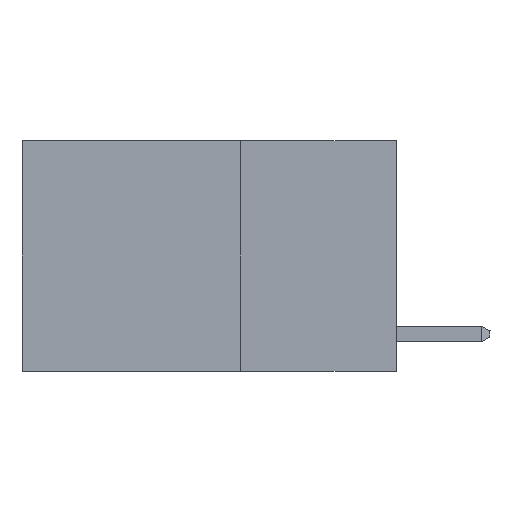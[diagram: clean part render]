
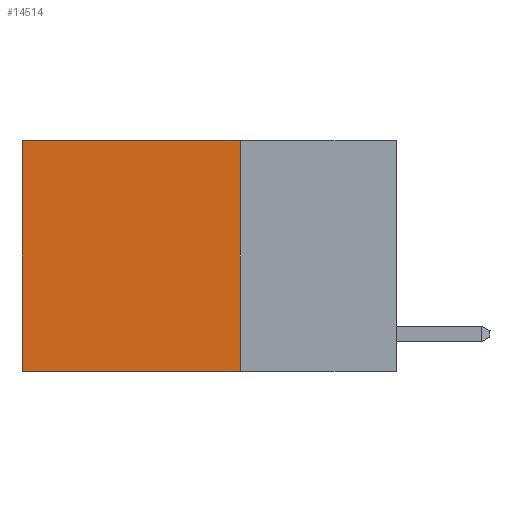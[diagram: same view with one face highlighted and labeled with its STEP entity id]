
A CAD part, left-side view. The second image highlights one B-rep face of the part: STEP entity #14514.
In plain terms, the highlighted planar face has unit normal (-1, 0, 0).
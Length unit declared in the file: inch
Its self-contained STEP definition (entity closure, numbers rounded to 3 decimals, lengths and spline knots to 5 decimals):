
#216 = DIRECTION ( 'NONE',  ( 0., 0., -1. ) ) ;
#259 = CARTESIAN_POINT ( 'NONE',  ( 0.2625, 0.25, 0. ) ) ;
#375 = VERTEX_POINT ( 'NONE', #927 ) ;
#927 = CARTESIAN_POINT ( 'NONE',  ( 0.2625, 0.6, 0. ) ) ;
#1546 = VERTEX_POINT ( 'NONE', #15822 ) ;
#1866 = VERTEX_POINT ( 'NONE', #8723 ) ;
#2038 = LINE ( 'NONE', #16286, #6429 ) ;
#2049 = EDGE_CURVE ( 'NONE', #1866, #375, #15802, .T. ) ;
#2993 = EDGE_CURVE ( 'NONE', #13483, #1546, #13332, .T. ) ;
#4024 = VECTOR ( 'NONE', #216, 39.37008 ) ;
#5633 = DIRECTION ( 'NONE',  ( 1., 0., 0. ) ) ;
#5825 = ORIENTED_EDGE ( 'NONE', *, *, #2049, .T. ) ;
#6229 = CARTESIAN_POINT ( 'NONE',  ( 0.2625, 0.25, -0.37 ) ) ;
#6429 = VECTOR ( 'NONE', #12537, 39.37008 ) ;
#6591 = CARTESIAN_POINT ( 'NONE',  ( 0.2625, 0.25, 0. ) ) ;
#6857 = VECTOR ( 'NONE', #15824, 39.37008 ) ;
#7802 = PLANE ( 'NONE',  #15533 ) ;
#7969 = EDGE_LOOP ( 'NONE', ( #14417, #13159, #9198, #5825 ) ) ;
#8263 = EDGE_CURVE ( 'NONE', #1866, #13483, #2038, .T. ) ;
#8723 = CARTESIAN_POINT ( 'NONE',  ( 0.2625, 0.25, 0. ) ) ;
#9075 = FACE_OUTER_BOUND ( 'NONE', #7969, .T. ) ;
#9198 = ORIENTED_EDGE ( 'NONE', *, *, #8263, .F. ) ;
#10599 = DIRECTION ( 'NONE',  ( 0., 0., -1. ) ) ;
#10608 = CARTESIAN_POINT ( 'NONE',  ( 0.2625, 0.25, -0.37 ) ) ;
#11883 = VECTOR ( 'NONE', #14502, 39.37008 ) ;
#12537 = DIRECTION ( 'NONE',  ( 0., 0., -1. ) ) ;
#12688 = EDGE_CURVE ( 'NONE', #375, #1546, #15686, .T. ) ;
#13027 = CARTESIAN_POINT ( 'NONE',  ( 0.2625, 0.6, 0. ) ) ;
#13159 = ORIENTED_EDGE ( 'NONE', *, *, #2993, .F. ) ;
#13332 = LINE ( 'NONE', #10608, #6857 ) ;
#13483 = VERTEX_POINT ( 'NONE', #6229 ) ;
#14417 = ORIENTED_EDGE ( 'NONE', *, *, #12688, .T. ) ;
#14502 = DIRECTION ( 'NONE',  ( 0., 1., 0. ) ) ;
#14514 = ADVANCED_FACE ( 'NONE', ( #9075 ), #7802, .F. ) ;
#15533 = AXIS2_PLACEMENT_3D ( 'NONE', #259, #5633, #10599 ) ;
#15686 = LINE ( 'NONE', #13027, #4024 ) ;
#15802 = LINE ( 'NONE', #6591, #11883 ) ;
#15822 = CARTESIAN_POINT ( 'NONE',  ( 0.2625, 0.6, -0.37 ) ) ;
#15824 = DIRECTION ( 'NONE',  ( 0., 1., 0. ) ) ;
#16286 = CARTESIAN_POINT ( 'NONE',  ( 0.2625, 0.25, 0. ) ) ;
